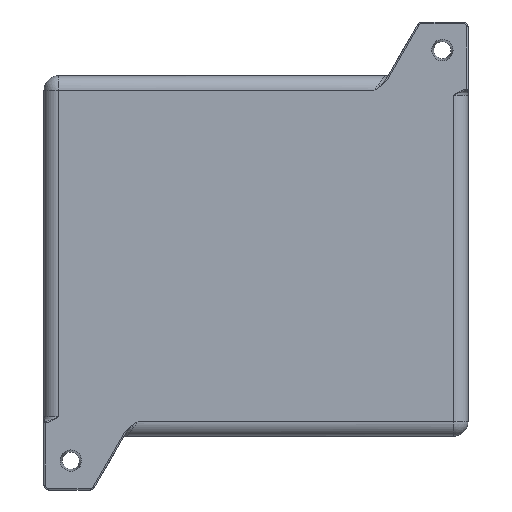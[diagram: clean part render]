
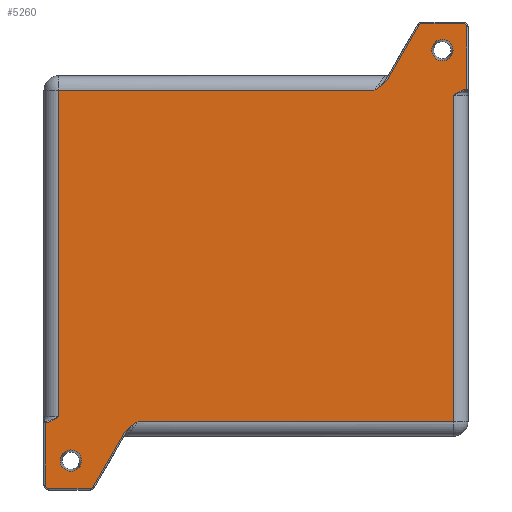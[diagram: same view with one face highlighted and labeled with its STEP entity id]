
A CAD part, front view. The second image highlights one B-rep face of the part: STEP entity #5260.
In plain terms, the highlighted planar face has unit normal (0, -1, 0).
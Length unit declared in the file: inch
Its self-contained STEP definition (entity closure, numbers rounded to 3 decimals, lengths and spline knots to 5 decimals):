
#19=LINE('',#7616,#463);
#20=LINE('',#7620,#464);
#21=LINE('',#7624,#465);
#22=LINE('',#7635,#466);
#23=LINE('',#7637,#467);
#24=LINE('',#7648,#468);
#25=LINE('',#7652,#469);
#26=LINE('',#7656,#470);
#27=LINE('',#7667,#471);
#28=LINE('',#7668,#472);
#463=VECTOR('',#6145,0.3937);
#464=VECTOR('',#6148,0.3937);
#465=VECTOR('',#6151,0.3937);
#466=VECTOR('',#6152,0.3937);
#467=VECTOR('',#6153,0.3937);
#468=VECTOR('',#6154,0.3937);
#469=VECTOR('',#6157,0.3937);
#470=VECTOR('',#6160,0.3937);
#471=VECTOR('',#6161,0.3937);
#472=VECTOR('',#6162,0.3937);
#935=B_SPLINE_CURVE_WITH_KNOTS('',3,(#7586,#7587,#7588,#7589,#7590,#7591,
#7592,#7593,#7594,#7595,#7596,#7597),.UNSPECIFIED.,.F.,.F.,(4,1,1,1,1,1,
1,2,4),(0.04911,0.24216,0.4352,0.62825,
0.72477,0.8213,0.91782,1.01434,
1.01567),.UNSPECIFIED.);
#937=B_SPLINE_CURVE_WITH_KNOTS('',3,(#7626,#7627,#7628,#7629,#7630,#7631,
#7632,#7633),.UNSPECIFIED.,.F.,.F.,(4,2,1,1,4),(-0.0019,0.,
0.68626,0.91501,1.14377),.UNSPECIFIED.);
#938=B_SPLINE_CURVE_WITH_KNOTS('',3,(#7639,#7640,#7641,#7642,#7643,#7644,
#7645,#7646),.UNSPECIFIED.,.F.,.F.,(4,1,1,2,4),(0.04911,0.4352,
0.62825,1.01434,1.01567),.UNSPECIFIED.);
#939=B_SPLINE_CURVE_WITH_KNOTS('',3,(#7658,#7659,#7660,#7661,#7662,#7663,
#7664,#7665),.UNSPECIFIED.,.F.,.F.,(4,2,1,1,4),(-0.0019,0.,
0.45751,0.68626,1.14377),.UNSPECIFIED.);
#1165=PLANE('',#5640);
#1370=FACE_BOUND('',#1853,.T.);
#1371=FACE_BOUND('',#1854,.T.);
#1504=FACE_OUTER_BOUND('',#1852,.T.);
#1852=EDGE_LOOP('',(#3680,#3681,#3682,#3683,#3684,#3685,#3686,#3687,#3688,
#3689,#3690,#3691,#3692,#3693,#3694,#3695,#3696,#3697));
#1853=EDGE_LOOP('',(#3698));
#1854=EDGE_LOOP('',(#3699));
#2213=CIRCLE('',#5641,0.09375);
#2214=CIRCLE('',#5642,0.09375);
#2215=CIRCLE('',#5643,0.09375);
#2216=CIRCLE('',#5644,0.09375);
#2217=CIRCLE('',#5645,0.27343);
#2218=CIRCLE('',#5646,0.27343);
#2362=VERTEX_POINT('',#7583);
#2363=VERTEX_POINT('',#7585);
#2364=VERTEX_POINT('',#7615);
#2365=VERTEX_POINT('',#7617);
#2366=VERTEX_POINT('',#7619);
#2367=VERTEX_POINT('',#7621);
#2368=VERTEX_POINT('',#7623);
#2369=VERTEX_POINT('',#7625);
#2370=VERTEX_POINT('',#7634);
#2371=VERTEX_POINT('',#7636);
#2372=VERTEX_POINT('',#7638);
#2373=VERTEX_POINT('',#7647);
#2374=VERTEX_POINT('',#7649);
#2375=VERTEX_POINT('',#7651);
#2376=VERTEX_POINT('',#7653);
#2377=VERTEX_POINT('',#7655);
#2378=VERTEX_POINT('',#7657);
#2379=VERTEX_POINT('',#7666);
#2380=VERTEX_POINT('',#7669);
#2381=VERTEX_POINT('',#7671);
#2867=EDGE_CURVE('',#2362,#2363,#935,.T.);
#2871=EDGE_CURVE('',#2364,#2362,#19,.T.);
#2872=EDGE_CURVE('',#2365,#2364,#2213,.T.);
#2873=EDGE_CURVE('',#2366,#2365,#20,.T.);
#2874=EDGE_CURVE('',#2367,#2366,#2214,.T.);
#2875=EDGE_CURVE('',#2368,#2367,#21,.T.);
#2876=EDGE_CURVE('',#2369,#2368,#937,.T.);
#2877=EDGE_CURVE('',#2370,#2369,#22,.T.);
#2878=EDGE_CURVE('',#2371,#2370,#23,.T.);
#2879=EDGE_CURVE('',#2372,#2371,#938,.T.);
#2880=EDGE_CURVE('',#2373,#2372,#24,.T.);
#2881=EDGE_CURVE('',#2374,#2373,#2215,.T.);
#2882=EDGE_CURVE('',#2375,#2374,#25,.T.);
#2883=EDGE_CURVE('',#2376,#2375,#2216,.T.);
#2884=EDGE_CURVE('',#2377,#2376,#26,.T.);
#2885=EDGE_CURVE('',#2378,#2377,#939,.T.);
#2886=EDGE_CURVE('',#2379,#2378,#27,.T.);
#2887=EDGE_CURVE('',#2363,#2379,#28,.T.);
#2888=EDGE_CURVE('',#2380,#2380,#2217,.T.);
#2889=EDGE_CURVE('',#2381,#2381,#2218,.T.);
#3680=ORIENTED_EDGE('',*,*,#2867,.F.);
#3681=ORIENTED_EDGE('',*,*,#2871,.F.);
#3682=ORIENTED_EDGE('',*,*,#2872,.F.);
#3683=ORIENTED_EDGE('',*,*,#2873,.F.);
#3684=ORIENTED_EDGE('',*,*,#2874,.F.);
#3685=ORIENTED_EDGE('',*,*,#2875,.F.);
#3686=ORIENTED_EDGE('',*,*,#2876,.F.);
#3687=ORIENTED_EDGE('',*,*,#2877,.F.);
#3688=ORIENTED_EDGE('',*,*,#2878,.F.);
#3689=ORIENTED_EDGE('',*,*,#2879,.F.);
#3690=ORIENTED_EDGE('',*,*,#2880,.F.);
#3691=ORIENTED_EDGE('',*,*,#2881,.F.);
#3692=ORIENTED_EDGE('',*,*,#2882,.F.);
#3693=ORIENTED_EDGE('',*,*,#2883,.F.);
#3694=ORIENTED_EDGE('',*,*,#2884,.F.);
#3695=ORIENTED_EDGE('',*,*,#2885,.F.);
#3696=ORIENTED_EDGE('',*,*,#2886,.F.);
#3697=ORIENTED_EDGE('',*,*,#2887,.F.);
#3698=ORIENTED_EDGE('',*,*,#2888,.T.);
#3699=ORIENTED_EDGE('',*,*,#2889,.T.);
#5260=ADVANCED_FACE('',(#1504,#1370,#1371),#1165,.T.);
#5640=AXIS2_PLACEMENT_3D('',#7614,#6143,#6144);
#5641=AXIS2_PLACEMENT_3D('',#7618,#6146,#6147);
#5642=AXIS2_PLACEMENT_3D('',#7622,#6149,#6150);
#5643=AXIS2_PLACEMENT_3D('',#7650,#6155,#6156);
#5644=AXIS2_PLACEMENT_3D('',#7654,#6158,#6159);
#5645=AXIS2_PLACEMENT_3D('',#7670,#6163,#6164);
#5646=AXIS2_PLACEMENT_3D('',#7672,#6165,#6166);
#6143=DIRECTION('center_axis',(0.,-1.,0.));
#6144=DIRECTION('ref_axis',(0.,0.,-1.));
#6145=DIRECTION('',(0.,0.,1.));
#6146=DIRECTION('center_axis',(0.,1.,0.));
#6147=DIRECTION('ref_axis',(-0.707,0.,-0.707));
#6148=DIRECTION('',(-1.,0.,0.));
#6149=DIRECTION('center_axis',(0.,1.,0.));
#6150=DIRECTION('ref_axis',(0.5,0.,-0.866));
#6151=DIRECTION('',(-0.5,0.,-0.866));
#6152=DIRECTION('',(-1.,0.,0.));
#6153=DIRECTION('',(0.,0.,-1.));
#6154=DIRECTION('',(0.,0.,-1.));
#6155=DIRECTION('center_axis',(0.,1.,0.));
#6156=DIRECTION('ref_axis',(0.707,0.,0.707));
#6157=DIRECTION('',(1.,0.,0.));
#6158=DIRECTION('center_axis',(0.,1.,0.));
#6159=DIRECTION('ref_axis',(-0.5,0.,0.866));
#6160=DIRECTION('',(0.5,0.,0.866));
#6161=DIRECTION('',(1.,0.,0.));
#6162=DIRECTION('',(0.,0.,1.));
#6163=DIRECTION('center_axis',(0.,1.,0.));
#6164=DIRECTION('ref_axis',(-1.,0.,0.));
#6165=DIRECTION('center_axis',(0.,1.,0.));
#6166=DIRECTION('ref_axis',(-1.,0.,0.));
#7583=CARTESIAN_POINT('',(-5.3906,-3.90625,-4.26498));
#7585=CARTESIAN_POINT('',(-5.04685,-3.90625,-4.10935));
#7586=CARTESIAN_POINT('Ctrl Pts',(-5.3906,-3.90625,-4.26498));
#7587=CARTESIAN_POINT('Ctrl Pts',(-5.36525,-3.90625,-4.26338));
#7588=CARTESIAN_POINT('Ctrl Pts',(-5.31461,-3.90625,-4.25406));
#7589=CARTESIAN_POINT('Ctrl Pts',(-5.24336,-3.90625,-4.22759));
#7590=CARTESIAN_POINT('Ctrl Pts',(-5.18698,-3.90625,-4.1985));
#7591=CARTESIAN_POINT('Ctrl Pts',(-5.14314,-3.90625,-4.17249));
#7592=CARTESIAN_POINT('Ctrl Pts',(-5.11079,-3.90625,-4.15201));
#7593=CARTESIAN_POINT('Ctrl Pts',(-5.07886,-3.90625,-4.13092));
#7594=CARTESIAN_POINT('Ctrl Pts',(-5.05778,-3.90625,-4.11672));
#7595=CARTESIAN_POINT('Ctrl Pts',(-5.04713,-3.90625,-4.10954));
#7596=CARTESIAN_POINT('Ctrl Pts',(-5.04699,-3.90625,-4.10944));
#7597=CARTESIAN_POINT('Ctrl Pts',(-5.04685,-3.90625,-4.10935));
#7614=CARTESIAN_POINT('Origin',(0.,-3.90625,0.));
#7615=CARTESIAN_POINT('',(-5.3906,-3.90625,-5.85935));
#7616=CARTESIAN_POINT('',(-5.3906,-3.90625,2.30467));
#7617=CARTESIAN_POINT('',(-5.29685,-3.90625,-5.9531));
#7618=CARTESIAN_POINT('Origin',(-5.29685,-3.90625,-5.85935));
#7619=CARTESIAN_POINT('',(-4.24401,-3.90625,-5.9531));
#7620=CARTESIAN_POINT('',(-2.08592,-3.90625,-5.9531));
#7621=CARTESIAN_POINT('',(-4.16282,-3.90625,-5.90622));
#7622=CARTESIAN_POINT('Origin',(-4.24401,-3.90625,-5.85935));
#7623=CARTESIAN_POINT('',(-3.36209,-3.90625,-4.51931));
#7624=CARTESIAN_POINT('',(-1.8766,-3.90625,-1.94636));
#7625=CARTESIAN_POINT('',(-3.01714,-3.90625,-4.23435));
#7626=CARTESIAN_POINT('Ctrl Pts',(-3.01714,-3.90625,-4.23435));
#7627=CARTESIAN_POINT('Ctrl Pts',(-3.01736,-3.90625,-4.23447));
#7628=CARTESIAN_POINT('Ctrl Pts',(-3.01757,-3.90625,-4.2346));
#7629=CARTESIAN_POINT('Ctrl Pts',(-3.09493,-3.90625,-4.28129));
#7630=CARTESIAN_POINT('Ctrl Pts',(-3.19912,-3.90625,-4.34298));
#7631=CARTESIAN_POINT('Ctrl Pts',(-3.31011,-3.90625,-4.44488));
#7632=CARTESIAN_POINT('Ctrl Pts',(-3.34708,-3.90625,-4.49331));
#7633=CARTESIAN_POINT('Ctrl Pts',(-3.36209,-3.90625,-4.51931));
#7634=CARTESIAN_POINT('',(5.04685,-3.90625,-4.23435));
#7635=CARTESIAN_POINT('',(-2.71092,-3.90625,-4.23435));
#7636=CARTESIAN_POINT('',(5.04685,-3.90625,4.10935));
#7637=CARTESIAN_POINT('',(5.04685,-3.90625,-2.30467));
#7638=CARTESIAN_POINT('',(5.3906,-3.90625,4.26498));
#7639=CARTESIAN_POINT('Ctrl Pts',(5.3906,-3.90625,4.26498));
#7640=CARTESIAN_POINT('Ctrl Pts',(5.33991,-3.90625,4.26179));
#7641=CARTESIAN_POINT('Ctrl Pts',(5.26586,-3.90625,4.2392));
#7642=CARTESIAN_POINT('Ctrl Pts',(5.15344,-3.90625,4.18113));
#7643=CARTESIAN_POINT('Ctrl Pts',(5.0893,-3.90625,4.13796));
#7644=CARTESIAN_POINT('Ctrl Pts',(5.04713,-3.90625,4.10954));
#7645=CARTESIAN_POINT('Ctrl Pts',(5.04699,-3.90625,4.10944));
#7646=CARTESIAN_POINT('Ctrl Pts',(5.04685,-3.90625,4.10935));
#7647=CARTESIAN_POINT('',(5.3906,-3.90625,5.85935));
#7648=CARTESIAN_POINT('',(5.3906,-3.90625,-2.30467));
#7649=CARTESIAN_POINT('',(5.29685,-3.90625,5.9531));
#7650=CARTESIAN_POINT('Origin',(5.29685,-3.90625,5.85935));
#7651=CARTESIAN_POINT('',(4.24401,-3.90625,5.9531));
#7652=CARTESIAN_POINT('',(2.08592,-3.90625,5.9531));
#7653=CARTESIAN_POINT('',(4.16282,-3.90625,5.90622));
#7654=CARTESIAN_POINT('Origin',(4.24401,-3.90625,5.85935));
#7655=CARTESIAN_POINT('',(3.36209,-3.90625,4.51931));
#7656=CARTESIAN_POINT('',(1.8766,-3.90625,1.94636));
#7657=CARTESIAN_POINT('',(3.01714,-3.90625,4.23435));
#7658=CARTESIAN_POINT('Ctrl Pts',(3.01714,-3.90625,4.23435));
#7659=CARTESIAN_POINT('Ctrl Pts',(3.01736,-3.90625,4.23447));
#7660=CARTESIAN_POINT('Ctrl Pts',(3.01757,-3.90625,4.2346));
#7661=CARTESIAN_POINT('Ctrl Pts',(3.06922,-3.90625,4.2657));
#7662=CARTESIAN_POINT('Ctrl Pts',(3.14728,-3.90625,4.31257));
#7663=CARTESIAN_POINT('Ctrl Pts',(3.26753,-3.90625,4.40137));
#7664=CARTESIAN_POINT('Ctrl Pts',(3.33207,-3.90625,4.46732));
#7665=CARTESIAN_POINT('Ctrl Pts',(3.36209,-3.90625,4.51931));
#7666=CARTESIAN_POINT('',(-5.04685,-3.90625,4.23435));
#7667=CARTESIAN_POINT('',(2.71092,-3.90625,4.23435));
#7668=CARTESIAN_POINT('',(-5.04685,-3.90625,2.30467));
#7669=CARTESIAN_POINT('',(-4.46097,-3.90625,-5.23453));
#7670=CARTESIAN_POINT('Origin',(-4.7344,-3.90625,-5.23453));
#7671=CARTESIAN_POINT('',(5.03903,-3.90625,5.26547));
#7672=CARTESIAN_POINT('Origin',(4.7656,-3.90625,5.26547));
